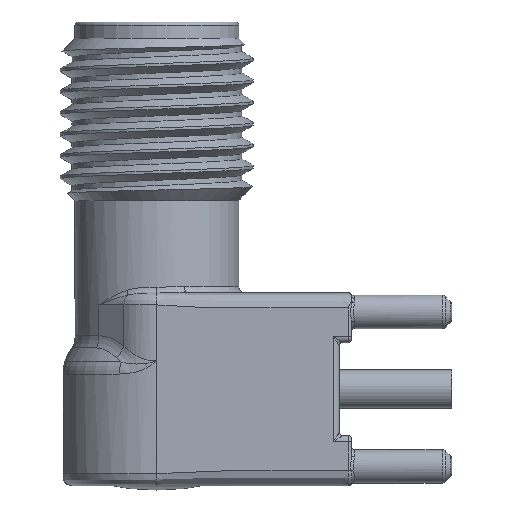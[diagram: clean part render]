
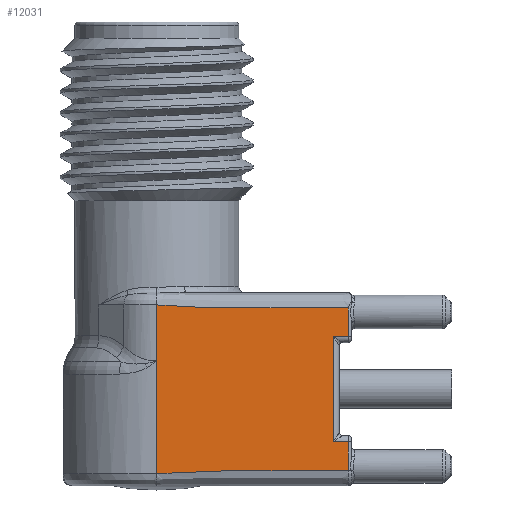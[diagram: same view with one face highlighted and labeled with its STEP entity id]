
A CAD part, left-side view. The second image highlights one B-rep face of the part: STEP entity #12031.
In plain terms, the highlighted planar face has unit normal (-1, 0, 0).
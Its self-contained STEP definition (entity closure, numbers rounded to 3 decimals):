
#762=DIRECTION('',(0.,0.,1.));
#763=VECTOR('',#762,5.55);
#764=CARTESIAN_POINT('',(-3.175,0.,
-14.86));
#765=LINE('',#764,#763);
#2942=DIRECTION('',(0.,0.,1.));
#2943=VECTOR('',#2942,0.95);
#2944=CARTESIAN_POINT('',(-3.175,-6.3,
-14.76));
#2945=LINE('',#2944,#2943);
#3266=CARTESIAN_POINT('',(-3.175,0.,-9.31));
#3267=CARTESIAN_POINT('',(-3.175,-0.069,
-9.31));
#3268=CARTESIAN_POINT('',(-3.175,-0.215,
-9.312));
#3269=CARTESIAN_POINT('',(-3.175,-0.464,
-9.324));
#3270=CARTESIAN_POINT('',(-3.175,-0.746,
-9.343));
#3271=CARTESIAN_POINT('',(-3.175,-1.053,
-9.367));
#3272=CARTESIAN_POINT('',(-3.175,-1.335,
-9.389));
#3273=CARTESIAN_POINT('',(-3.175,-1.58,
-9.403));
#3274=CARTESIAN_POINT('',(-3.175,-1.795,
-9.41));
#3275=CARTESIAN_POINT('',(-3.175,-2.005,-9.41));
#3276=CARTESIAN_POINT('',(-3.175,-2.236,-9.41));
#3277=CARTESIAN_POINT('',(-3.175,-2.487,-9.41));
#3278=CARTESIAN_POINT('',(-3.175,-2.757,-9.41));
#3279=CARTESIAN_POINT('',(-3.175,-3.047,-9.41));
#3280=CARTESIAN_POINT('',(-3.175,-3.359,-9.41));
#3281=CARTESIAN_POINT('',(-3.175,-3.695,-9.41));
#3282=CARTESIAN_POINT('',(-3.175,-4.055,-9.41));
#3283=CARTESIAN_POINT('',(-3.175,-4.441,-9.41));
#3284=CARTESIAN_POINT('',(-3.175,-4.856,-9.41));
#3285=CARTESIAN_POINT('',(-3.175,-5.302,-9.41));
#3286=CARTESIAN_POINT('',(-3.175,-5.78,-9.41));
#3287=CARTESIAN_POINT('',(-3.175,-6.123,-9.41));
#3288=CARTESIAN_POINT('',(-3.175,-6.3,-9.41));
#3293=DIRECTION('',(0.,0.,1.));
#3294=VECTOR('',#3293,0.94);
#3295=CARTESIAN_POINT('',(-3.175,-6.3,-10.35));
#3296=LINE('',#3295,#3294);
#3300=DIRECTION('',(0.,-1.,0.));
#3301=VECTOR('',#3300,0.5);
#3302=CARTESIAN_POINT('',(-3.175,-5.8,-10.35));
#3303=LINE('',#3302,#3301);
#3307=DIRECTION('',(0.,0.,1.));
#3308=VECTOR('',#3307,3.46);
#3309=CARTESIAN_POINT('',(-3.175,-5.8,-13.81));
#3310=LINE('',#3309,#3308);
#3314=DIRECTION('',(0.,1.,0.));
#3315=VECTOR('',#3314,0.5);
#3316=CARTESIAN_POINT('',(-3.175,-6.3,-13.81));
#3317=LINE('',#3316,#3315);
#3321=CARTESIAN_POINT('',(-3.175,-6.3,
-14.76));
#3322=CARTESIAN_POINT('',(-3.175,-6.121,
-14.76));
#3323=CARTESIAN_POINT('',(-3.175,-5.775,
-14.76));
#3324=CARTESIAN_POINT('',(-3.175,-5.293,
-14.76));
#3325=CARTESIAN_POINT('',(-3.175,-4.844,
-14.76));
#3326=CARTESIAN_POINT('',(-3.175,-4.426,
-14.76));
#3327=CARTESIAN_POINT('',(-3.175,-4.037,
-14.76));
#3328=CARTESIAN_POINT('',(-3.175,-3.675,
-14.76));
#3329=CARTESIAN_POINT('',(-3.175,-3.339,
-14.76));
#3330=CARTESIAN_POINT('',(-3.175,-3.025,
-14.76));
#3331=CARTESIAN_POINT('',(-3.175,-2.734,
-14.76));
#3332=CARTESIAN_POINT('',(-3.175,-2.464,
-14.76));
#3333=CARTESIAN_POINT('',(-3.175,-2.214,
-14.76));
#3334=CARTESIAN_POINT('',(-3.175,-1.982,-14.76));
#3335=CARTESIAN_POINT('',(-3.175,-1.773,
-14.76));
#3336=CARTESIAN_POINT('',(-3.175,-1.562,
-14.768));
#3337=CARTESIAN_POINT('',(-3.175,-1.321,
-14.783));
#3338=CARTESIAN_POINT('',(-3.175,-1.054,
-14.803));
#3339=CARTESIAN_POINT('',(-3.175,-0.76,
-14.826));
#3340=CARTESIAN_POINT('',(-3.175,-0.47,
-14.846));
#3341=CARTESIAN_POINT('',(-3.175,-0.218,
-14.858));
#3342=CARTESIAN_POINT('',(-3.175,-0.069,
-14.86));
#3343=CARTESIAN_POINT('',(-3.175,0.,
-14.86));
#4277=CARTESIAN_POINT('',(-3.175,-5.8,-13.81));
#4325=CARTESIAN_POINT('',(-3.175,-5.8,-10.35));
#7255=VERTEX_POINT('',#3266);
#7256=VERTEX_POINT('',#3288);
#7269=CARTESIAN_POINT('',(-3.175,0.,
-14.86));
#7270=VERTEX_POINT('',#7269);
#7278=VERTEX_POINT('',#3321);
#7314=VERTEX_POINT('',#4277);
#7330=VERTEX_POINT('',#4325);
#7441=CARTESIAN_POINT('',(-3.175,-6.3,-13.81));
#7443=VERTEX_POINT('',#7441);
#7519=CARTESIAN_POINT('',(-3.175,-6.3,-10.35));
#7520=VERTEX_POINT('',#7519);
#12013=CARTESIAN_POINT('',(-3.175,-6.4,-15.26));
#12014=DIRECTION('',(-1.,0.,0.));
#12015=DIRECTION('',(0.,1.,0.));
#12016=AXIS2_PLACEMENT_3D('',#12013,#12014,#12015);
#12017=PLANE('',#12016);
#12018=ORIENTED_EDGE('',*,*,#8255,.T.);
#12020=ORIENTED_EDGE('',*,*,#12019,.F.);
#12022=ORIENTED_EDGE('',*,*,#12021,.F.);
#12024=ORIENTED_EDGE('',*,*,#12023,.F.);
#12025=ORIENTED_EDGE('',*,*,#12005,.F.);
#12026=ORIENTED_EDGE('',*,*,#11565,.F.);
#12027=ORIENTED_EDGE('',*,*,#9662,.T.);
#12028=ORIENTED_EDGE('',*,*,#8616,.T.);
#12029=EDGE_LOOP('',(#12018,#12020,#12022,#12024,#12025,#12026,#12027,#12028));
#12030=FACE_OUTER_BOUND('',#12029,.F.);
#12031=ADVANCED_FACE('',(#12030),#12017,.T.);
#3289=B_SPLINE_CURVE_WITH_KNOTS('',3,(#3266,#3267,#3268,#3269,#3270,#3271,#3272,
#3273,#3274,#3275,#3276,#3277,#3278,#3279,#3280,#3281,#3282,#3283,#3284,#3285,
#3286,#3287,#3288),.UNSPECIFIED.,.F.,.F.,(4,1,1,1,1,1,1,1,1,1,1,1,1,1,1,1,1,1,1,
1,4),(0.,0.05,0.1,0.15,0.2,0.25,0.3,0.35,0.4,0.45,0.5,
0.55,0.6,0.65,0.7,0.75,0.8,0.85,0.9,0.95,1.),.UNSPECIFIED.);
#3344=B_SPLINE_CURVE_WITH_KNOTS('',3,(#3321,#3322,#3323,#3324,#3325,#3326,#3327,
#3328,#3329,#3330,#3331,#3332,#3333,#3334,#3335,#3336,#3337,#3338,#3339,#3340,
#3341,#3342,#3343),.UNSPECIFIED.,.F.,.F.,(4,1,1,1,1,1,1,1,1,1,1,1,1,1,1,1,1,1,1,
1,4),(0.,0.05,0.1,0.15,0.2,0.25,0.3,0.35,0.4,0.45,0.5,
0.55,0.6,0.65,0.7,0.75,0.8,0.85,0.9,0.95,1.),.UNSPECIFIED.);
#8255=EDGE_CURVE('',#7255,#7256,#3289,.T.);
#8616=EDGE_CURVE('',#7270,#7255,#765,.T.);
#9662=EDGE_CURVE('',#7278,#7270,#3344,.T.);
#11565=EDGE_CURVE('',#7278,#7443,#2945,.T.);
#12005=EDGE_CURVE('',#7443,#7314,#3317,.T.);
#12019=EDGE_CURVE('',#7520,#7256,#3296,.T.);
#12021=EDGE_CURVE('',#7330,#7520,#3303,.T.);
#12023=EDGE_CURVE('',#7314,#7330,#3310,.T.);
